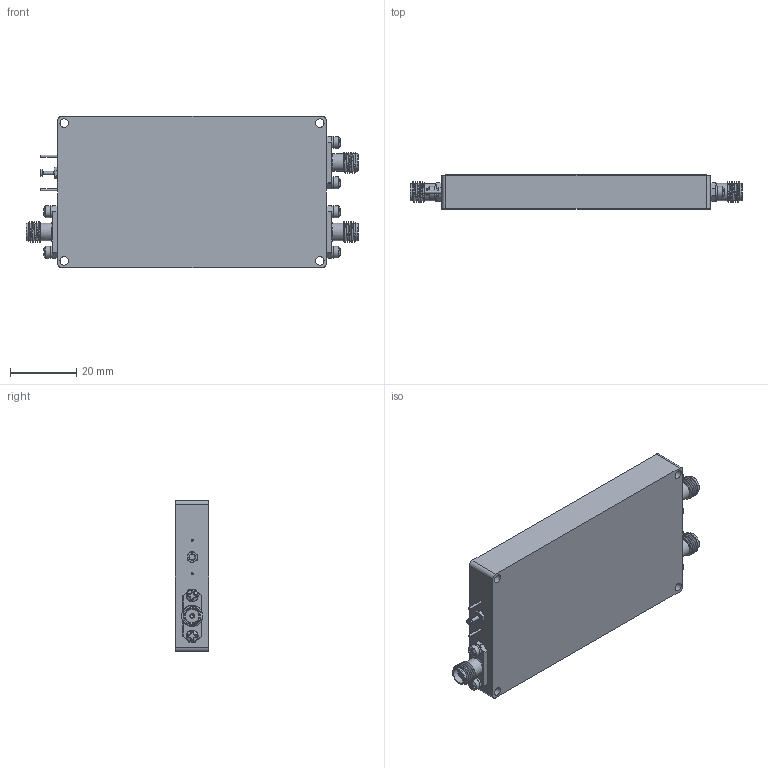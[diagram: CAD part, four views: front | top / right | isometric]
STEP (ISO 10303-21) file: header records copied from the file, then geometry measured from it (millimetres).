
FILE_DESCRIPTION (( 'STEP AP214' ), '1' );
FILE_NAME ('SDLVA-6G18G-CD-2-OPT218.STEP', '2025-01-13T21:13:50', ( '' ), ( '' ), 'SwSTEP 2.0', 'SolidWorks 2024', '' );
FILE_SCHEMA (( 'AUTOMOTIVE_DESIGN' ));
Length unit declared in the file: inch
Products named in the file (1): SDLVA-6G18G-CD-2-OPT218
Bounding box: 100.33 x 10.26 x 45.72 mm (x, y, z)
Volume: 38900.8 mm3; surface area: 19139 mm2
Topology: 25 solids, 25 shells, 839 faces, 3299 edges, 2698 vertices
Faces by surface type: plane 450, cylinder 171, sphere 78, torus 73, cone 43, bspline 24
Full cylindrical faces by diameter (mm): 0.381 x1, 0.508 x2, 0.635 x2, 0.762 x2, 1.016 x4, 1.067 x1, 1.27 x4, 1.93 x1, 2.184 x7, 2.578 x4, 2.591 x6, 3.302 x3, 3.556 x6, 4.191 x6, 4.597 x3, 5.283 x6
Entity records: 55755 total; most frequent: CARTESIAN_POINT 18192, ORIENTED_EDGE 6172, DIRECTION 4522, EDGE_CURVE 3086, VERTEX_POINT 2677, LINE 1612, VECTOR 1612, AXIS2_PLACEMENT_3D 1455
